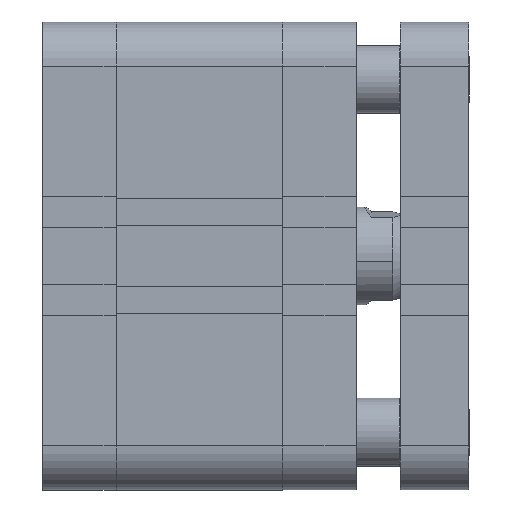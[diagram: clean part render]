
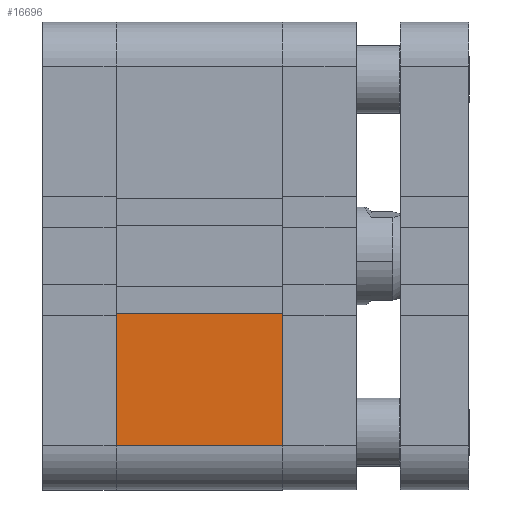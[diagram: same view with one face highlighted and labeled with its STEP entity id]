
A CAD part, front view. The second image highlights one B-rep face of the part: STEP entity #16696.
In plain terms, the highlighted planar face has unit normal (0, -1, 0).
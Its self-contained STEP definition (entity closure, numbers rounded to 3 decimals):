
#1536 = VERTEX_POINT ( 'NONE', #26771 ) ;
#1558 = CARTESIAN_POINT ( 'NONE',  ( 0., -47.75, -38.75 ) ) ;
#8521 = EDGE_CURVE ( 'NONE', #1536, #15566, #36570, .T. ) ;
#9469 = CARTESIAN_POINT ( 'NONE',  ( 34., -47.75, -47.75 ) ) ;
#10975 = ORIENTED_EDGE ( 'NONE', *, *, #29989, .T. ) ;
#13146 = DIRECTION ( 'NONE',  ( 0., 0., 1. ) ) ;
#13547 = PLANE ( 'NONE',  #14097 ) ;
#14097 = AXIS2_PLACEMENT_3D ( 'NONE', #28734, #16229, #13146 ) ;
#14656 = EDGE_CURVE ( 'NONE', #39050, #1536, #36925, .T. ) ;
#14697 = CARTESIAN_POINT ( 'NONE',  ( 34., -47.75, -38.75 ) ) ;
#15400 = DIRECTION ( 'NONE',  ( 0., 0., -1. ) ) ;
#15566 = VERTEX_POINT ( 'NONE', #1558 ) ;
#16229 = DIRECTION ( 'NONE',  ( 0., 1., 0. ) ) ;
#16696 = ADVANCED_FACE ( 'NONE', ( #38305 ), #13547, .F. ) ;
#19120 = DIRECTION ( 'NONE',  ( 1., 0., 0. ) ) ;
#20235 = DIRECTION ( 'NONE',  ( 0., 0., -1. ) ) ;
#20621 = ORIENTED_EDGE ( 'NONE', *, *, #8521, .T. ) ;
#20923 = ORIENTED_EDGE ( 'NONE', *, *, #14656, .T. ) ;
#24273 = CARTESIAN_POINT ( 'NONE',  ( 34.001, -47.75, -11.8 ) ) ;
#25268 = EDGE_CURVE ( 'NONE', #39050, #29127, #28309, .T. ) ;
#26771 = CARTESIAN_POINT ( 'NONE',  ( 0., -47.75, -11.8 ) ) ;
#27359 = VECTOR ( 'NONE', #20235, 1000. ) ;
#28091 = VECTOR ( 'NONE', #15400, 1000. ) ;
#28140 = CARTESIAN_POINT ( 'NONE',  ( 34., -47.75, -38.75 ) ) ;
#28309 = LINE ( 'NONE', #9469, #28091 ) ;
#28734 = CARTESIAN_POINT ( 'NONE',  ( 34., -47.75, -47.75 ) ) ;
#29127 = VERTEX_POINT ( 'NONE', #14697 ) ;
#29989 = EDGE_CURVE ( 'NONE', #15566, #29127, #31213, .T. ) ;
#29991 = CARTESIAN_POINT ( 'NONE',  ( 34., -47.75, -11.8 ) ) ;
#31213 = LINE ( 'NONE', #28140, #35024 ) ;
#33880 = DIRECTION ( 'NONE',  ( -1., 0., 0. ) ) ;
#35024 = VECTOR ( 'NONE', #19120, 1000. ) ;
#36570 = LINE ( 'NONE', #39402, #27359 ) ;
#36925 = LINE ( 'NONE', #24273, #40200 ) ;
#38305 = FACE_OUTER_BOUND ( 'NONE', #39978, .T. ) ;
#39050 = VERTEX_POINT ( 'NONE', #29991 ) ;
#39402 = CARTESIAN_POINT ( 'NONE',  ( 0., -47.75, -47.75 ) ) ;
#39773 = ORIENTED_EDGE ( 'NONE', *, *, #25268, .F. ) ;
#39978 = EDGE_LOOP ( 'NONE', ( #20923, #20621, #10975, #39773 ) ) ;
#40200 = VECTOR ( 'NONE', #33880, 1000. ) ;
